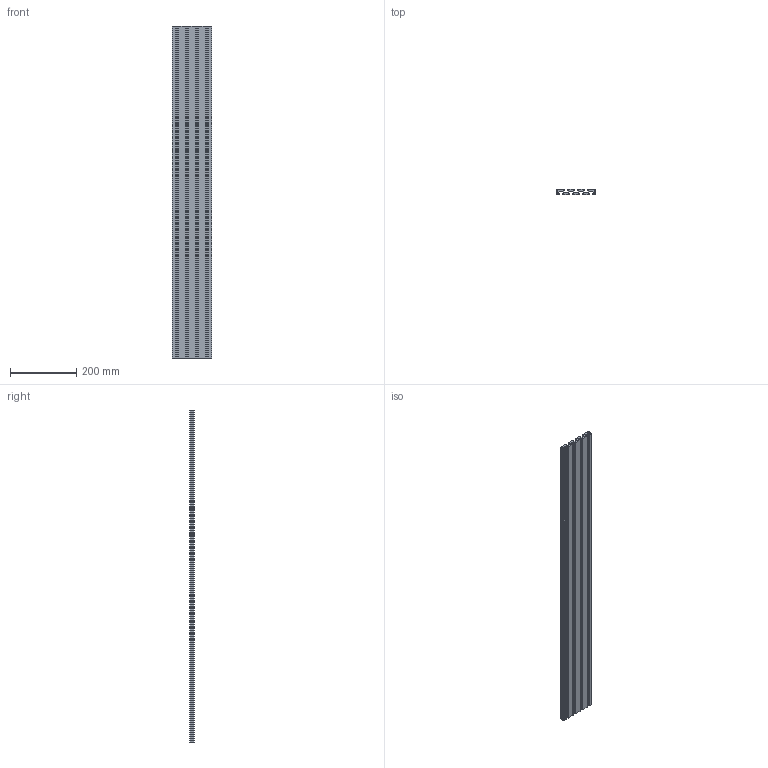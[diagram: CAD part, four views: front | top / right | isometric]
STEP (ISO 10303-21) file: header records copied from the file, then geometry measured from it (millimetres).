
FILE_DESCRIPTION (( 'STEP AP203' ), '1' );
FILE_NAME ('15 x 120 SÝGMA PROFÝL.STEP', '2013-07-29T14:41:42', ( 'Kadir' ), ( '' ), 'SwSTEP 2.0', 'SolidWorks 2013', '' );
FILE_SCHEMA (( 'CONFIG_CONTROL_DESIGN' ));
Length unit declared in the file: millimetre
Products named in the file (1): 15  x 120 SÝGMA PROFÝL
Bounding box: 120 x 15 x 1000 mm (x, y, z)
Volume: 860795.2 mm3; surface area: 527140.9 mm2
Topology: 1 solids, 1 shells, 163 faces, 483 edges, 322 vertices
Faces by surface type: plane 159, cylinder 4
Entity records: 5422 total; most frequent: CARTESIAN_POINT 969, ORIENTED_EDGE 966, DIRECTION 819, EDGE_CURVE 483, LINE 475, VECTOR 475, VERTEX_POINT 322, AXIS2_PLACEMENT_3D 172
